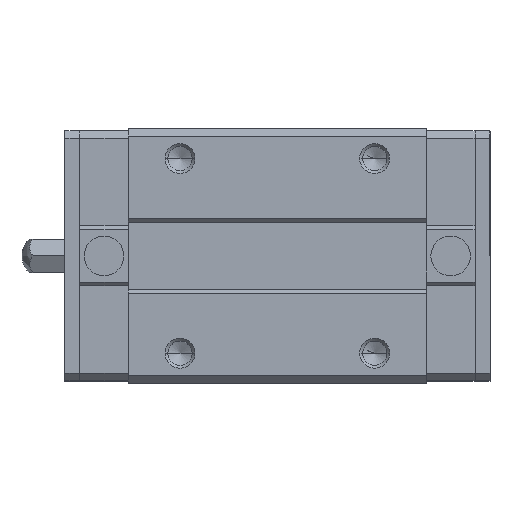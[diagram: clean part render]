
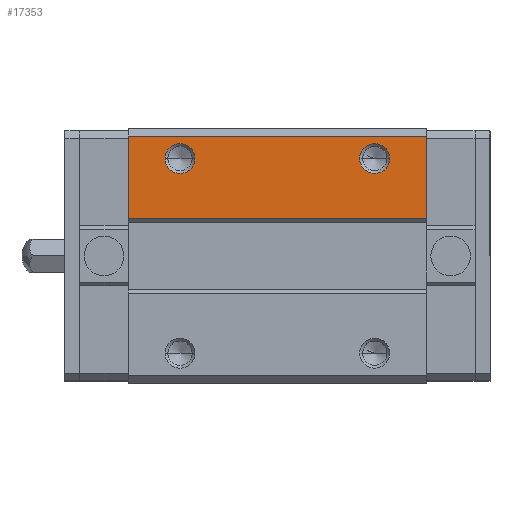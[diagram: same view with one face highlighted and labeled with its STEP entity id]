
A CAD part, top view. The second image highlights one B-rep face of the part: STEP entity #17353.
In plain terms, the highlighted planar face has unit normal (0, 0, 1).
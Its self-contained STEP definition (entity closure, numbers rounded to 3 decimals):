
#135 = DIRECTION ( 'NONE',  ( 1., 0., 0. ) ) ;
#311 = LINE ( 'NONE', #6081, #17366 ) ;
#2042 = VERTEX_POINT ( 'NONE', #15404 ) ;
#2730 = FACE_OUTER_BOUND ( 'NONE', #21085, .T. ) ;
#2744 = AXIS2_PLACEMENT_3D ( 'NONE', #6429, #16397, #14296 ) ;
#3019 = VERTEX_POINT ( 'NONE', #20656 ) ;
#3035 = DIRECTION ( 'NONE',  ( 0., 0., -1. ) ) ;
#3340 = CARTESIAN_POINT ( 'NONE',  ( 41.4, 13., 19.5 ) ) ;
#4024 = AXIS2_PLACEMENT_3D ( 'NONE', #9010, #8870, #4816 ) ;
#4357 = CIRCLE ( 'NONE', #19006, 2. ) ;
#4432 = CIRCLE ( 'NONE', #18605, 2. ) ;
#4816 = DIRECTION ( 'NONE',  ( 1., 0., 0. ) ) ;
#5863 = ORIENTED_EDGE ( 'NONE', *, *, #16960, .T. ) ;
#6081 = CARTESIAN_POINT ( 'NONE',  ( 8.5, 16., 19.5 ) ) ;
#6409 = EDGE_LOOP ( 'NONE', ( #7343, #5863 ) ) ;
#6429 = CARTESIAN_POINT ( 'NONE',  ( 15.4, 13., 19.5 ) ) ;
#6650 = EDGE_CURVE ( 'NONE', #17478, #8125, #10695, .T. ) ;
#6713 = VERTEX_POINT ( 'NONE', #19034 ) ;
#6769 = PLANE ( 'NONE',  #4024 ) ;
#6951 = EDGE_CURVE ( 'NONE', #14620, #17163, #4432, .T. ) ;
#6971 = LINE ( 'NONE', #12999, #22370 ) ;
#7043 = FACE_BOUND ( 'NONE', #14956, .T. ) ;
#7343 = ORIENTED_EDGE ( 'NONE', *, *, #6650, .T. ) ;
#7854 = CARTESIAN_POINT ( 'NONE',  ( 13.4, 13., 19.5 ) ) ;
#7915 = ORIENTED_EDGE ( 'NONE', *, *, #18824, .T. ) ;
#8125 = VERTEX_POINT ( 'NONE', #7854 ) ;
#8870 = DIRECTION ( 'NONE',  ( 0., 0., 1. ) ) ;
#8994 = ORIENTED_EDGE ( 'NONE', *, *, #15122, .T. ) ;
#9010 = CARTESIAN_POINT ( 'NONE',  ( 8.5, 5., 19.5 ) ) ;
#9106 = DIRECTION ( 'NONE',  ( 0., 0., -1. ) ) ;
#9450 = CIRCLE ( 'NONE', #2744, 2. ) ;
#9861 = LINE ( 'NONE', #17864, #15304 ) ;
#10293 = ORIENTED_EDGE ( 'NONE', *, *, #6951, .T. ) ;
#10695 = CIRCLE ( 'NONE', #24106, 2. ) ;
#11113 = FACE_BOUND ( 'NONE', #6409, .T. ) ;
#11751 = CARTESIAN_POINT ( 'NONE',  ( 17.4, 13., 19.5 ) ) ;
#12079 = DIRECTION ( 'NONE',  ( 0., 0., -1. ) ) ;
#12790 = ORIENTED_EDGE ( 'NONE', *, *, #15459, .T. ) ;
#12904 = DIRECTION ( 'NONE',  ( 1., 0., 0. ) ) ;
#12999 = CARTESIAN_POINT ( 'NONE',  ( 48.3, -0.065, 19.5 ) ) ;
#13131 = CARTESIAN_POINT ( 'NONE',  ( 43.4, 13., 19.5 ) ) ;
#14296 = DIRECTION ( 'NONE',  ( 1., 0., 0. ) ) ;
#14620 = VERTEX_POINT ( 'NONE', #13131 ) ;
#14947 = CARTESIAN_POINT ( 'NONE',  ( 8.5, 5., 19.5 ) ) ;
#14956 = EDGE_LOOP ( 'NONE', ( #10293, #8994 ) ) ;
#15122 = EDGE_CURVE ( 'NONE', #17163, #14620, #4357, .T. ) ;
#15304 = VECTOR ( 'NONE', #19565, 1000. ) ;
#15404 = CARTESIAN_POINT ( 'NONE',  ( 48.3, 5., 19.5 ) ) ;
#15459 = EDGE_CURVE ( 'NONE', #24021, #3019, #311, .T. ) ;
#15515 = EDGE_CURVE ( 'NONE', #2042, #24021, #6971, .T. ) ;
#16397 = DIRECTION ( 'NONE',  ( 0., 0., -1. ) ) ;
#16804 = EDGE_CURVE ( 'NONE', #6713, #3019, #9861, .T. ) ;
#16960 = EDGE_CURVE ( 'NONE', #8125, #17478, #9450, .T. ) ;
#17163 = VERTEX_POINT ( 'NONE', #25443 ) ;
#17353 = ADVANCED_FACE ( 'NONE', ( #2730, #11113, #7043 ), #6769, .T. ) ;
#17366 = VECTOR ( 'NONE', #24564, 1000. ) ;
#17478 = VERTEX_POINT ( 'NONE', #11751 ) ;
#17864 = CARTESIAN_POINT ( 'NONE',  ( 8.5, -0.065, 19.5 ) ) ;
#18605 = AXIS2_PLACEMENT_3D ( 'NONE', #22036, #12079, #135 ) ;
#18824 = EDGE_CURVE ( 'NONE', #6713, #2042, #25444, .T. ) ;
#19006 = AXIS2_PLACEMENT_3D ( 'NONE', #3340, #9106, #12904 ) ;
#19034 = CARTESIAN_POINT ( 'NONE',  ( 8.5, 5., 19.5 ) ) ;
#19171 = ORIENTED_EDGE ( 'NONE', *, *, #15515, .T. ) ;
#19565 = DIRECTION ( 'NONE',  ( 0., 1., 0. ) ) ;
#20241 = ORIENTED_EDGE ( 'NONE', *, *, #16804, .F. ) ;
#20656 = CARTESIAN_POINT ( 'NONE',  ( 8.5, 16., 19.5 ) ) ;
#21085 = EDGE_LOOP ( 'NONE', ( #20241, #7915, #19171, #12790 ) ) ;
#21127 = DIRECTION ( 'NONE',  ( 1., 0., 0. ) ) ;
#21241 = DIRECTION ( 'NONE',  ( 1., 0., 0. ) ) ;
#21704 = CARTESIAN_POINT ( 'NONE',  ( 15.4, 13., 19.5 ) ) ;
#22036 = CARTESIAN_POINT ( 'NONE',  ( 41.4, 13., 19.5 ) ) ;
#22370 = VECTOR ( 'NONE', #24804, 1000. ) ;
#22895 = VECTOR ( 'NONE', #21241, 1000. ) ;
#24021 = VERTEX_POINT ( 'NONE', #24146 ) ;
#24106 = AXIS2_PLACEMENT_3D ( 'NONE', #21704, #3035, #21127 ) ;
#24146 = CARTESIAN_POINT ( 'NONE',  ( 48.3, 16., 19.5 ) ) ;
#24564 = DIRECTION ( 'NONE',  ( -1., 0., 0. ) ) ;
#24804 = DIRECTION ( 'NONE',  ( 0., 1., 0. ) ) ;
#25443 = CARTESIAN_POINT ( 'NONE',  ( 39.4, 13., 19.5 ) ) ;
#25444 = LINE ( 'NONE', #14947, #22895 ) ;
